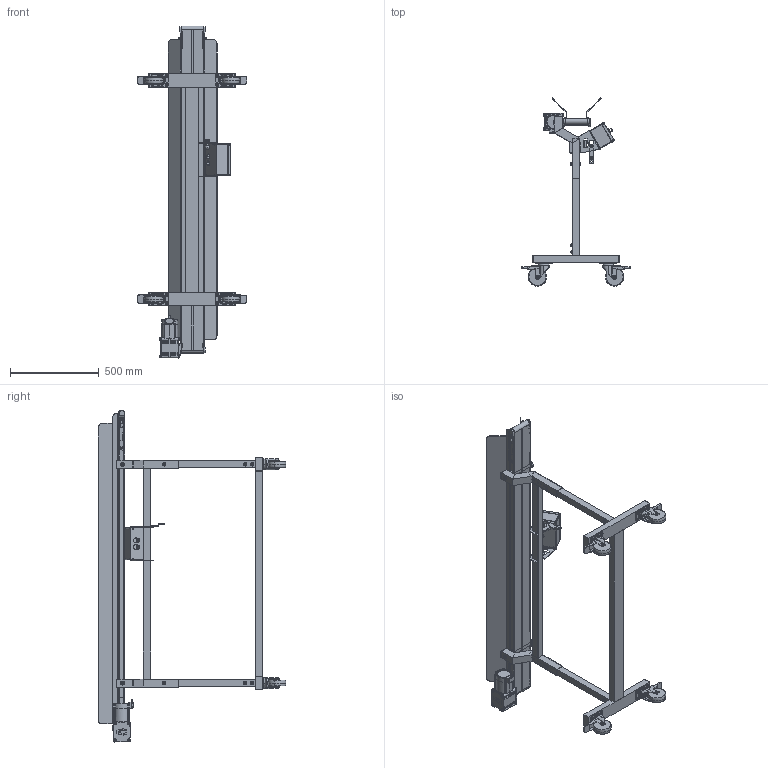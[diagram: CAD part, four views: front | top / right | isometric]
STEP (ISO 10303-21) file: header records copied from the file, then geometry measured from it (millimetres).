
FILE_DESCRIPTION (( 'STEP AP214' ), '1' );
FILE_NAME ('Infeed_SLDPRT.STEP', '2022-02-15T23:22:37', ( '' ), ( '' ), 'SwSTEP 2.0', 'SolidWorks 2019', '' );
FILE_SCHEMA (( 'AUTOMOTIVE_DESIGN' ));
Length unit declared in the file: inch
Products named in the file (1): Infeed_SLDPRT
Bounding box: 616.2 x 1055.91 x 1865.74 mm (x, y, z)
Surface area: 3908796.2 mm2 (no closed solid volume)
Topology: 0 solids, 240 shells, 1456 faces, 5855 edges, 4475 vertices
Faces by surface type: plane 752, cylinder 475, cone 79, torus 70, bspline 43, sphere 37
Entity records: 90557 total; most frequent: CARTESIAN_POINT 24244, DIRECTION 10086, ORIENTED_EDGE 8172, EDGE_CURVE 5837, VERTEX_POINT 4472, AXIS2_PLACEMENT_3D 3599, LINE 2888, VECTOR 2888
